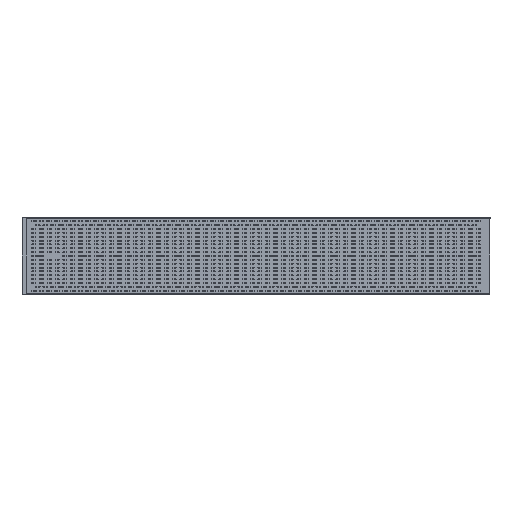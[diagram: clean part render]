
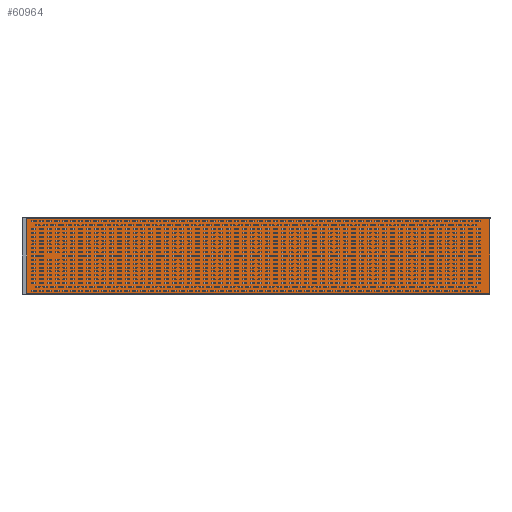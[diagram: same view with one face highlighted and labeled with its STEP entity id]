
A CAD part, top view. The second image highlights one B-rep face of the part: STEP entity #60964.
In plain terms, the highlighted planar face has unit normal (0, 0, 1).
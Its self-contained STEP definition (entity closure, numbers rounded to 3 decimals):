
#12586=FACE_OUTER_BOUND('',#15183,.T.);
#15183=EDGE_LOOP('',(#48038,#48039,#48040,#48041));
#17784=LINE('',#91531,#22856);
#17785=LINE('',#91533,#22857);
#17786=LINE('',#91535,#22858);
#17787=LINE('',#91536,#22859);
#22856=VECTOR('',#71197,1.);
#22857=VECTOR('',#71198,1.);
#22858=VECTOR('',#71199,1.);
#22859=VECTOR('',#71200,1.);
#27928=VERTEX_POINT('',#91529);
#27929=VERTEX_POINT('',#91530);
#27930=VERTEX_POINT('',#91532);
#27931=VERTEX_POINT('',#91534);
#37931=EDGE_CURVE('',#27928,#27929,#17784,.T.);
#37932=EDGE_CURVE('',#27929,#27930,#17785,.T.);
#37933=EDGE_CURVE('',#27930,#27931,#17786,.T.);
#37934=EDGE_CURVE('',#27928,#27931,#17787,.T.);
#48038=ORIENTED_EDGE('',*,*,#37931,.T.);
#48039=ORIENTED_EDGE('',*,*,#37932,.T.);
#48040=ORIENTED_EDGE('',*,*,#37933,.T.);
#48041=ORIENTED_EDGE('',*,*,#37934,.F.);
#58425=PLANE('',#63563);
#60964=ADVANCED_FACE('',(#12586),#58425,.T.);
#63563=AXIS2_PLACEMENT_3D('',#91528,#71195,#71196);
#71195=DIRECTION('center_axis',(0.,0.,1.));
#71196=DIRECTION('ref_axis',(1.,0.,0.));
#71197=DIRECTION('',(1.,0.,0.));
#71198=DIRECTION('',(0.,1.,0.));
#71199=DIRECTION('',(-1.,0.,0.));
#71200=DIRECTION('',(0.,1.,0.));
#91528=CARTESIAN_POINT('Origin',(2010.597,162.721,-37.5));
#91529=CARTESIAN_POINT('',(526.587,-84.279,-37.5));
#91530=CARTESIAN_POINT('',(3525.597,-84.279,-37.5));
#91531=CARTESIAN_POINT('',(2025.597,-84.279,-37.5));
#91532=CARTESIAN_POINT('',(3525.597,409.721,-37.5));
#91533=CARTESIAN_POINT('',(3525.597,162.721,-37.5));
#91534=CARTESIAN_POINT('',(526.587,409.721,-37.5));
#91535=CARTESIAN_POINT('',(526.592,409.721,-37.5));
#91536=CARTESIAN_POINT('',(526.587,162.721,-37.5));
